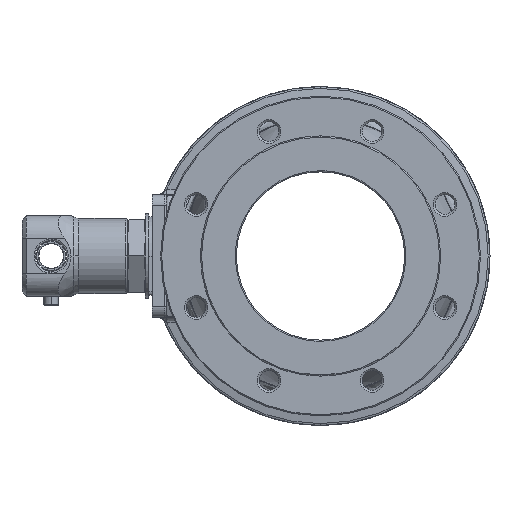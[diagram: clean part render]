
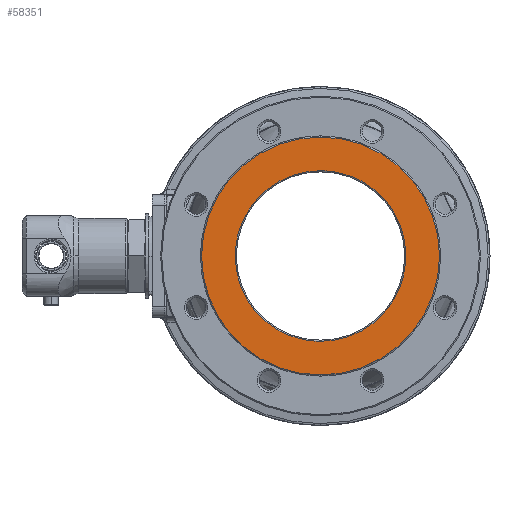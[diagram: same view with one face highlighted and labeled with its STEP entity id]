
A CAD part, left-side view. The second image highlights one B-rep face of the part: STEP entity #58351.
In plain terms, the highlighted planar face has unit normal (-1, 0, 0).
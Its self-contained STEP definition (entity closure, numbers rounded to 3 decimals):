
#9103 = CARTESIAN_POINT ( 'NONE',  ( -116., 0., 106. ) ) ;
#9208 = CARTESIAN_POINT ( 'NONE',  ( -116., 0., -106. ) ) ;
#9209 = DIRECTION ( 'NONE',  ( 0., 0., -1. ) ) ;
#9210 = DIRECTION ( 'NONE',  ( 1., 0., 0. ) ) ;
#9211 = CARTESIAN_POINT ( 'NONE',  ( -116., 0., 0. ) ) ;
#9212 = AXIS2_PLACEMENT_3D ( 'NONE', #9211, #9210, #9209 ) ;
#9217 = CIRCLE ( 'NONE', #9212, 106. ) ;
#11061 =( BOUNDED_CURVE ( )  B_SPLINE_CURVE ( 3, ( #11280, #11281, #11317, #11316 ),
 .UNSPECIFIED., .F., .F. ) 
 B_SPLINE_CURVE_WITH_KNOTS ( ( 4, 4 ),
 ( 0., 1. ),
 .UNSPECIFIED. ) 
 CURVE ( )  GEOMETRIC_REPRESENTATION_ITEM ( )  RATIONAL_B_SPLINE_CURVE ( ( 0.957, 0.319, 0.319, 0.957 ) ) 
 REPRESENTATION_ITEM ( '' )  );
#11063 = PLANE ( 'NONE',  #11096 ) ;
#11088 = DIRECTION ( 'NONE',  ( 0., 0., -1. ) ) ;
#11089 = DIRECTION ( 'NONE',  ( 1., 0., 0. ) ) ;
#11090 = CARTESIAN_POINT ( 'NONE',  ( -116., 0., 0. ) ) ;
#11091 = AXIS2_PLACEMENT_3D ( 'NONE', #11090, #11089, #11088 ) ;
#11092 = CIRCLE ( 'NONE', #11091, 106. ) ;
#11093 = DIRECTION ( 'NONE',  ( 0., 0., -1. ) ) ;
#11094 = DIRECTION ( 'NONE',  ( 1., 0., 0. ) ) ;
#11095 = CARTESIAN_POINT ( 'NONE',  ( -116., -107.272, 107.272 ) ) ;
#11096 = AXIS2_PLACEMENT_3D ( 'NONE', #11095, #11094, #11093 ) ;
#11164 = CARTESIAN_POINT ( 'NONE',  ( -116., 0., -76. ) ) ;
#11168 = CARTESIAN_POINT ( 'NONE',  ( -116., 0., -76. ) ) ;
#11169 = CARTESIAN_POINT ( 'NONE',  ( -116., 152., -76. ) ) ;
#11171 = CARTESIAN_POINT ( 'NONE',  ( -116., 152., 76. ) ) ;
#11172 = CARTESIAN_POINT ( 'NONE',  ( -116., 0., 76. ) ) ;
#11173 =( BOUNDED_CURVE ( )  B_SPLINE_CURVE ( 3, ( #11172, #11171, #11169, #11168 ),
 .UNSPECIFIED., .F., .T. ) 
 B_SPLINE_CURVE_WITH_KNOTS ( ( 4, 4 ),
 ( 0., 1. ),
 .UNSPECIFIED. ) 
 CURVE ( )  GEOMETRIC_REPRESENTATION_ITEM ( )  RATIONAL_B_SPLINE_CURVE ( ( 0.957, 0.319, 0.319, 0.957 ) ) 
 REPRESENTATION_ITEM ( '' )  );
#11175 = CARTESIAN_POINT ( 'NONE',  ( -116., 0., 76. ) ) ;
#11280 = CARTESIAN_POINT ( 'NONE',  ( -116., 0., -76. ) ) ;
#11281 = CARTESIAN_POINT ( 'NONE',  ( -116., -152., -76. ) ) ;
#11282 = FACE_BOUND ( 'NONE', #58356, .T. ) ;
#11283 = FACE_OUTER_BOUND ( 'NONE', #58242, .T. ) ;
#11316 = CARTESIAN_POINT ( 'NONE',  ( -116., 0., 76. ) ) ;
#11317 = CARTESIAN_POINT ( 'NONE',  ( -116., -152., 76. ) ) ;
#57055 = VERTEX_POINT ( 'NONE', #9103 ) ;
#57186 = EDGE_CURVE ( 'NONE', #57188, #57055, #9217, .T. ) ;
#57188 = VERTEX_POINT ( 'NONE', #9208 ) ;
#58242 = EDGE_LOOP ( 'NONE', ( #58359, #58343 ) ) ;
#58293 = EDGE_CURVE ( 'NONE', #58298, #58303, #11173, .T. ) ;
#58298 = VERTEX_POINT ( 'NONE', #11175 ) ;
#58303 = VERTEX_POINT ( 'NONE', #11164 ) ;
#58343 = ORIENTED_EDGE ( 'NONE', *, *, #58355, .F. ) ;
#58351 = ADVANCED_FACE ( 'NONE', ( #11283, #11282 ), #11063, .F. ) ;
#58352 = ORIENTED_EDGE ( 'NONE', *, *, #58360, .F. ) ;
#58355 = EDGE_CURVE ( 'NONE', #57055, #57188, #11092, .T. ) ;
#58356 = EDGE_LOOP ( 'NONE', ( #58357, #58352 ) ) ;
#58357 = ORIENTED_EDGE ( 'NONE', *, *, #58293, .F. ) ;
#58359 = ORIENTED_EDGE ( 'NONE', *, *, #57186, .F. ) ;
#58360 = EDGE_CURVE ( 'NONE', #58303, #58298, #11061, .T. ) ;
